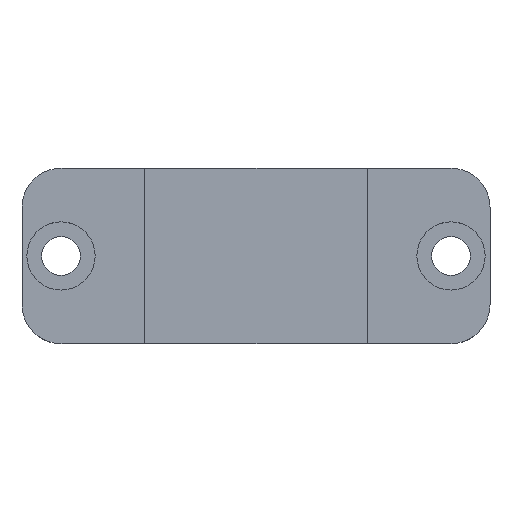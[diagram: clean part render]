
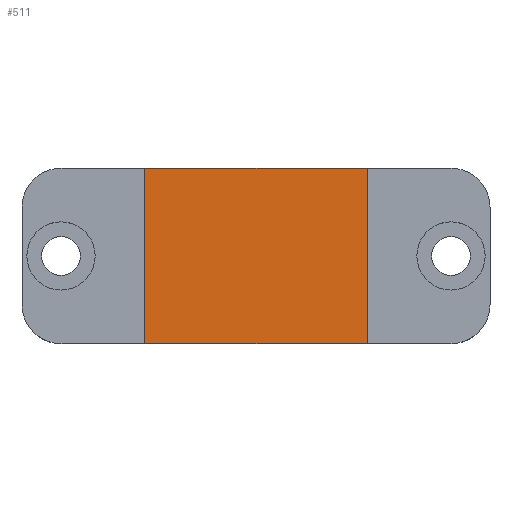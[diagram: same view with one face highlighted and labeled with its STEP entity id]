
A CAD part, top view. The second image highlights one B-rep face of the part: STEP entity #511.
In plain terms, the highlighted planar face has unit normal (0, 0, 1).
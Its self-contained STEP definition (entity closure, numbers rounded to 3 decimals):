
#47=PLANE('',#573);
#75=FACE_OUTER_BOUND('',#111,.T.);
#111=EDGE_LOOP('',(#447,#448,#449,#450));
#155=LINE('',#835,#201);
#159=LINE('',#843,#205);
#162=LINE('',#849,#208);
#165=LINE('',#854,#211);
#201=VECTOR('',#685,10.);
#205=VECTOR('',#691,10.);
#208=VECTOR('',#696,10.);
#211=VECTOR('',#701,10.);
#265=VERTEX_POINT('',#833);
#266=VERTEX_POINT('',#834);
#269=VERTEX_POINT('',#842);
#271=VERTEX_POINT('',#848);
#323=EDGE_CURVE('',#265,#266,#155,.F.);
#327=EDGE_CURVE('',#269,#266,#159,.T.);
#330=EDGE_CURVE('',#269,#271,#162,.F.);
#333=EDGE_CURVE('',#271,#265,#165,.T.);
#447=ORIENTED_EDGE('',*,*,#333,.T.);
#448=ORIENTED_EDGE('',*,*,#323,.T.);
#449=ORIENTED_EDGE('',*,*,#327,.F.);
#450=ORIENTED_EDGE('',*,*,#330,.T.);
#511=ADVANCED_FACE('',(#75),#47,.T.);
#573=AXIS2_PLACEMENT_3D('',#856,#703,#704);
#685=DIRECTION('',(-1.,0.,0.));
#691=DIRECTION('',(0.,-1.,0.));
#696=DIRECTION('',(1.,0.,0.));
#701=DIRECTION('',(0.,-1.,0.));
#703=DIRECTION('center_axis',(0.,0.,1.));
#704=DIRECTION('ref_axis',(1.,0.,0.));
#833=CARTESIAN_POINT('',(-60.268,9.14,0.));
#834=CARTESIAN_POINT('',(-48.868,9.14,0.));
#835=CARTESIAN_POINT('',(-51.718,9.14,0.));
#842=CARTESIAN_POINT('',(-48.868,18.14,0.));
#843=CARTESIAN_POINT('',(-48.868,19.14,0.));
#848=CARTESIAN_POINT('',(-60.268,18.14,0.));
#849=CARTESIAN_POINT('',(-57.418,18.14,0.));
#854=CARTESIAN_POINT('',(-60.268,19.14,0.));
#856=CARTESIAN_POINT('Origin',(-54.568,13.64,0.));
